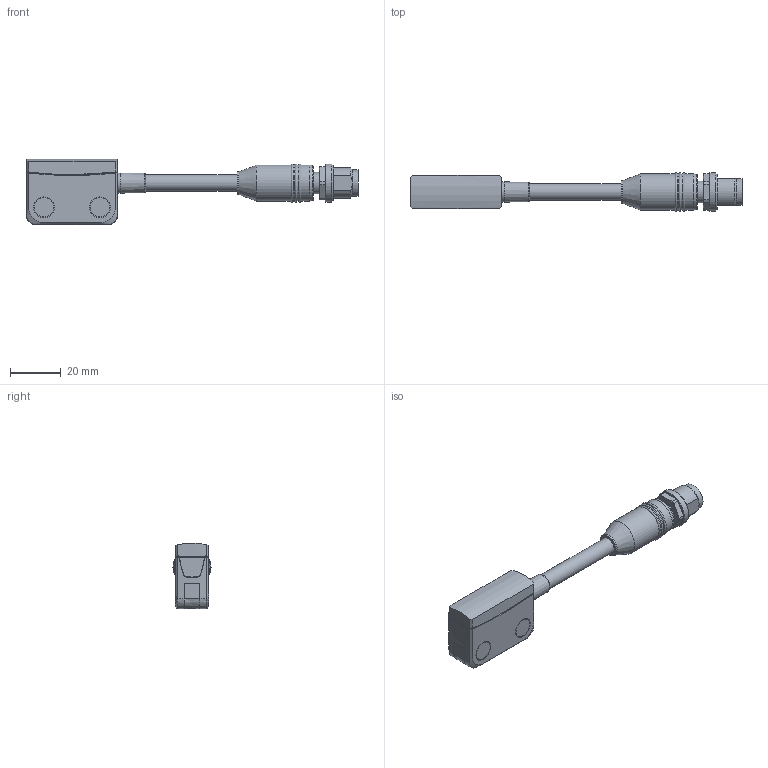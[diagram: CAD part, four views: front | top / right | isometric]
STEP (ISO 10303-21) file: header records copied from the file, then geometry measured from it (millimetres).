
FILE_DESCRIPTION(/* description */ ('Katalogmodell Elobau'),/* implementation_level */ '2;1');
FILE_NAME(/* name */ 'Katalogdaten.stp',/* time_stamp */ '2015-04-27T08:52:30+02:00',/* author */ ('Elobau GmbH & Co. KG'),/* organization */ ('Elobau GmbH & Co. KG'),/* preprocessor_version */ 'ST-DEVELOPER v15',/* originating_system */ 'SIEMENS PLM Software NX 8.5',/* authorisation */ '');
FILE_SCHEMA (('AUTOMOTIVE_DESIGN { 1 0 10303 214 3 1 1 1 }'));
Length unit declared in the file: millimetre
Products named in the file (1): 153ESK00J..._A
Bounding box: 130.47 x 15 x 25.91 mm (x, y, z)
Volume: 18530.8 mm3; surface area: 7988.4 mm2
Topology: 5 solids, 5 shells, 173 faces, 409 edges, 271 vertices
Faces by surface type: plane 57, cylinder 50, bspline 42, cone 16, torus 6, sphere 2
Full cylindrical faces by diameter (mm): 0.8 x8, 4.5 x2, 6.5 x1, 7.6 x4, 7.9 x1, 8.2 x4, 8.3 x1, 8.4 x1, 9 x1, 10.5 x1, 14.2 x4, 15 x1
Entity records: 6873 total; most frequent: CARTESIAN_POINT 2784, ORIENTED_EDGE 688, DIRECTION 586, EDGE_CURVE 344, AXIS2_PLACEMENT_3D 267, VERTEX_POINT 257, EDGE_LOOP 253, ADVANCED_FACE 173
